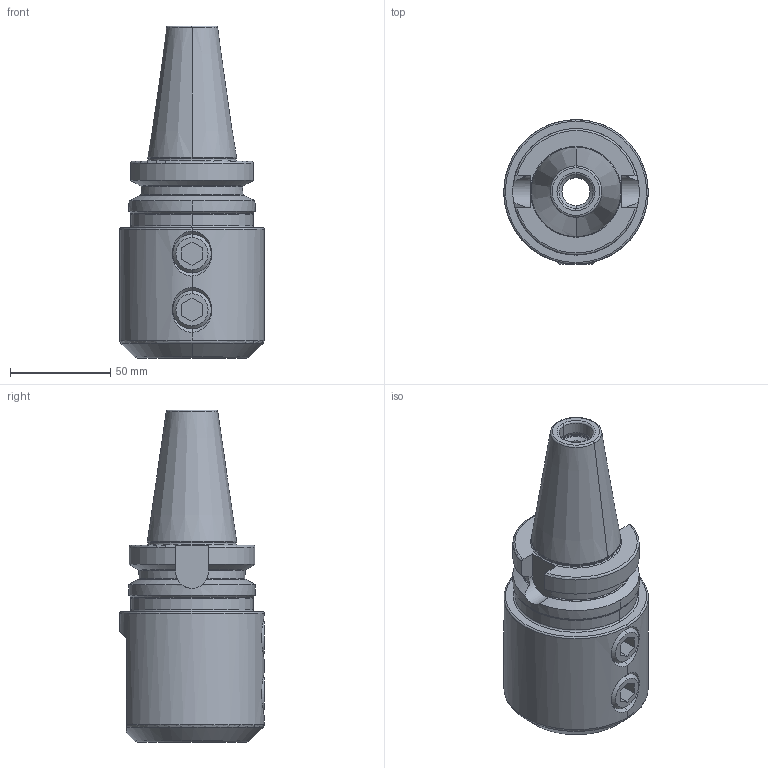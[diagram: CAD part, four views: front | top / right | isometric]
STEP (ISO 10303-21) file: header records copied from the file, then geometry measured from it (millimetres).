
FILE_DESCRIPTION((''),'2;1');
FILE_NAME('405_04_32','2020-07-27T',('101107'),(''),'CREO PARAMETRIC BY PTC INC, 2016260','CREO PARAMETRIC BY PTC INC, 2016260','');
FILE_SCHEMA(('CONFIG_CONTROL_DESIGN'));
Length unit declared in the file: millimetre
Products named in the file (1): 405_04_32
Bounding box: 72 x 72 x 165.4 mm (x, y, z)
Volume: 338811.1 mm3; surface area: 47806 mm2
Topology: 1 solids, 1 shells, 122 faces, 294 edges, 178 vertices
Faces by surface type: plane 37, torus 29, cone 28, cylinder 28
Entity records: 3899 total; most frequent: CARTESIAN_POINT 996, DIRECTION 628, ORIENTED_EDGE 588, EDGE_CURVE 294, AXIS2_PLACEMENT_3D 253, VERTEX_POINT 178, EDGE_LOOP 128, CIRCLE 128
